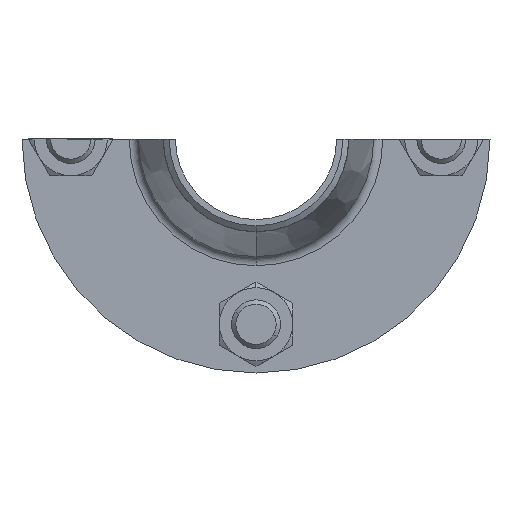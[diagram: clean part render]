
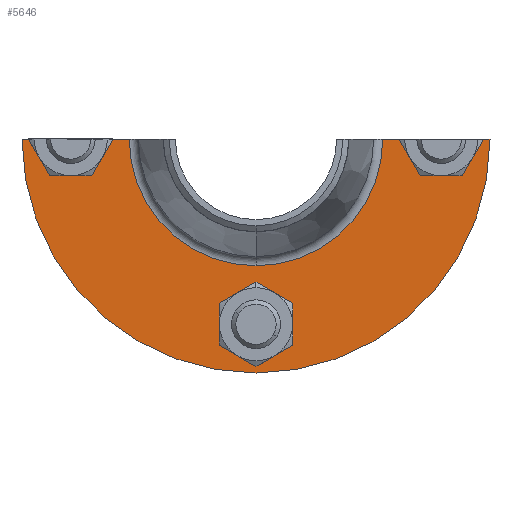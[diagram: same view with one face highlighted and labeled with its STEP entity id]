
A CAD part, front view. The second image highlights one B-rep face of the part: STEP entity #5646.
In plain terms, the highlighted face is planar.
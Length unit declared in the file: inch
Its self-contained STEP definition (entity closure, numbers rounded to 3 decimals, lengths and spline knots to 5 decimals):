
#181 = DIRECTION ( 'NONE',  ( 0., 1., 0. ) ) ;
#307 = CARTESIAN_POINT ( 'NONE',  ( 1.53, 0.69, 0. ) ) ;
#316 = EDGE_CURVE ( 'NONE', #1996, #729, #5257, .T. ) ;
#354 = DIRECTION ( 'NONE',  ( 0., -1., 0. ) ) ;
#461 = VERTEX_POINT ( 'NONE', #2886 ) ;
#466 = ORIENTED_EDGE ( 'NONE', *, *, #4151, .F. ) ;
#488 = CARTESIAN_POINT ( 'NONE',  ( -1.62484, 0.69, 0. ) ) ;
#503 = VERTEX_POINT ( 'NONE', #835 ) ;
#518 = EDGE_LOOP ( 'NONE', ( #1752, #466 ) ) ;
#532 = CARTESIAN_POINT ( 'NONE',  ( -2.75, 0.69, 0. ) ) ;
#578 = AXIS2_PLACEMENT_3D ( 'NONE', #4992, #6461, #2814 ) ;
#592 = AXIS2_PLACEMENT_3D ( 'NONE', #1783, #2440, #3424 ) ;
#729 = VERTEX_POINT ( 'NONE', #5378 ) ;
#783 = CIRCLE ( 'NONE', #4921, 0.375 ) ;
#835 = CARTESIAN_POINT ( 'NONE',  ( 0., 0.69, -1.62484 ) ) ;
#911 = CARTESIAN_POINT ( 'NONE',  ( 1.53, 0.69, 0. ) ) ;
#926 = VERTEX_POINT ( 'NONE', #1845 ) ;
#1004 = VERTEX_POINT ( 'NONE', #6621 ) ;
#1008 = DIRECTION ( 'NONE',  ( 0., -1., 0. ) ) ;
#1053 = LINE ( 'NONE', #1529, #4377 ) ;
#1060 = AXIS2_PLACEMENT_3D ( 'NONE', #3851, #1770, #3333 ) ;
#1219 = CIRCLE ( 'NONE', #2964, 0.375 ) ;
#1235 = VERTEX_POINT ( 'NONE', #2318 ) ;
#1243 = ORIENTED_EDGE ( 'NONE', *, *, #1257, .F. ) ;
#1257 = EDGE_CURVE ( 'NONE', #1235, #3729, #4212, .T. ) ;
#1485 = PLANE ( 'NONE',  #5239 ) ;
#1529 = CARTESIAN_POINT ( 'NONE',  ( 1.53, 0.69, 0. ) ) ;
#1620 = CARTESIAN_POINT ( 'NONE',  ( 1.62484, 0.69, 0. ) ) ;
#1645 = EDGE_CURVE ( 'NONE', #926, #1996, #1219, .T. ) ;
#1752 = ORIENTED_EDGE ( 'NONE', *, *, #3263, .F. ) ;
#1760 = EDGE_CURVE ( 'NONE', #461, #926, #4980, .T. ) ;
#1770 = DIRECTION ( 'NONE',  ( 0., 1., 0. ) ) ;
#1771 = CIRCLE ( 'NONE', #5491, 1.62484 ) ;
#1783 = CARTESIAN_POINT ( 'NONE',  ( 0., 0.69, 0. ) ) ;
#1810 = VECTOR ( 'NONE', #6551, 39.37008 ) ;
#1842 = ORIENTED_EDGE ( 'NONE', *, *, #6706, .F. ) ;
#1845 = CARTESIAN_POINT ( 'NONE',  ( 2.75, 0.69, 0. ) ) ;
#1996 = VERTEX_POINT ( 'NONE', #5840 ) ;
#2019 = DIRECTION ( 'NONE',  ( 0., 1., 0. ) ) ;
#2056 = EDGE_CURVE ( 'NONE', #3729, #1004, #3684, .T. ) ;
#2078 = AXIS2_PLACEMENT_3D ( 'NONE', #2107, #5215, #5762 ) ;
#2107 = CARTESIAN_POINT ( 'NONE',  ( 2.375, 0.69, 0. ) ) ;
#2214 = AXIS2_PLACEMENT_3D ( 'NONE', #6192, #3562, #2551 ) ;
#2318 = CARTESIAN_POINT ( 'NONE',  ( -2., 0.69, 0. ) ) ;
#2341 = DIRECTION ( 'NONE',  ( -1., 0., 0. ) ) ;
#2389 = CARTESIAN_POINT ( 'NONE',  ( -0.375, 0.69, -2.375 ) ) ;
#2440 = DIRECTION ( 'NONE',  ( 0., -1., 0. ) ) ;
#2541 = ORIENTED_EDGE ( 'NONE', *, *, #2056, .F. ) ;
#2551 = DIRECTION ( 'NONE',  ( 1., 0., 0. ) ) ;
#2668 = CARTESIAN_POINT ( 'NONE',  ( 0., 0.69, -2.375 ) ) ;
#2680 = VERTEX_POINT ( 'NONE', #488 ) ;
#2800 = DIRECTION ( 'NONE',  ( 0., 0., 1. ) ) ;
#2801 = ORIENTED_EDGE ( 'NONE', *, *, #4006, .T. ) ;
#2814 = DIRECTION ( 'NONE',  ( 0., 0., -1. ) ) ;
#2886 = CARTESIAN_POINT ( 'NONE',  ( 3., 0.69, 0. ) ) ;
#2964 = AXIS2_PLACEMENT_3D ( 'NONE', #4840, #181, #2800 ) ;
#2985 = ORIENTED_EDGE ( 'NONE', *, *, #316, .F. ) ;
#3049 = VERTEX_POINT ( 'NONE', #5432 ) ;
#3263 = EDGE_CURVE ( 'NONE', #4412, #4301, #783, .T. ) ;
#3266 = VECTOR ( 'NONE', #2341, 39.37008 ) ;
#3333 = DIRECTION ( 'NONE',  ( 0., 0., -1. ) ) ;
#3424 = DIRECTION ( 'NONE',  ( 0., 0., -1. ) ) ;
#3435 = EDGE_LOOP ( 'NONE', ( #4578, #1842, #5203, #2541, #1243, #4010, #4722, #2801, #4503, #2985, #5714 ) ) ;
#3562 = DIRECTION ( 'NONE',  ( 0., 1., 0. ) ) ;
#3683 = EDGE_CURVE ( 'NONE', #729, #4317, #1053, .T. ) ;
#3684 = LINE ( 'NONE', #3721, #3266 ) ;
#3721 = CARTESIAN_POINT ( 'NONE',  ( 1.53, 0.69, 0. ) ) ;
#3729 = VERTEX_POINT ( 'NONE', #532 ) ;
#3758 = DIRECTION ( 'NONE',  ( 1., 0., 0. ) ) ;
#3851 = CARTESIAN_POINT ( 'NONE',  ( -2.375, 0.69, 0. ) ) ;
#3893 = CARTESIAN_POINT ( 'NONE',  ( 0., 0.69, 0. ) ) ;
#3924 = EDGE_CURVE ( 'NONE', #1004, #3049, #5822, .T. ) ;
#4006 = EDGE_CURVE ( 'NONE', #503, #4317, #1771, .T. ) ;
#4010 = ORIENTED_EDGE ( 'NONE', *, *, #5308, .F. ) ;
#4063 = FACE_OUTER_BOUND ( 'NONE', #3435, .T. ) ;
#4094 = DIRECTION ( 'NONE',  ( 0., 0., 1. ) ) ;
#4151 = EDGE_CURVE ( 'NONE', #4301, #4412, #5168, .T. ) ;
#4212 = CIRCLE ( 'NONE', #1060, 0.375 ) ;
#4225 = DIRECTION ( 'NONE',  ( 0., 1., 0. ) ) ;
#4301 = VERTEX_POINT ( 'NONE', #6367 ) ;
#4317 = VERTEX_POINT ( 'NONE', #1620 ) ;
#4377 = VECTOR ( 'NONE', #5694, 39.37008 ) ;
#4412 = VERTEX_POINT ( 'NONE', #2389 ) ;
#4503 = ORIENTED_EDGE ( 'NONE', *, *, #3683, .F. ) ;
#4578 = ORIENTED_EDGE ( 'NONE', *, *, #1760, .F. ) ;
#4585 = LINE ( 'NONE', #911, #5232 ) ;
#4613 = CARTESIAN_POINT ( 'NONE',  ( 1.53, 0.69, 0. ) ) ;
#4722 = ORIENTED_EDGE ( 'NONE', *, *, #6734, .T. ) ;
#4840 = CARTESIAN_POINT ( 'NONE',  ( 2.375, 0.69, 0. ) ) ;
#4921 = AXIS2_PLACEMENT_3D ( 'NONE', #2668, #4225, #3758 ) ;
#4948 = CIRCLE ( 'NONE', #592, 1.62484 ) ;
#4980 = LINE ( 'NONE', #307, #1810 ) ;
#4992 = CARTESIAN_POINT ( 'NONE',  ( 0., 0.69, 0. ) ) ;
#5059 = CIRCLE ( 'NONE', #5175, 3. ) ;
#5101 = DIRECTION ( 'NONE',  ( 0., 0., -1. ) ) ;
#5168 = CIRCLE ( 'NONE', #2214, 0.375 ) ;
#5175 = AXIS2_PLACEMENT_3D ( 'NONE', #3893, #354, #5512 ) ;
#5203 = ORIENTED_EDGE ( 'NONE', *, *, #3924, .F. ) ;
#5215 = DIRECTION ( 'NONE',  ( 0., 1., 0. ) ) ;
#5232 = VECTOR ( 'NONE', #5687, 39.37008 ) ;
#5239 = AXIS2_PLACEMENT_3D ( 'NONE', #4613, #2019, #4094 ) ;
#5257 = CIRCLE ( 'NONE', #2078, 0.375 ) ;
#5308 = EDGE_CURVE ( 'NONE', #2680, #1235, #4585, .T. ) ;
#5378 = CARTESIAN_POINT ( 'NONE',  ( 2., 0.69, 0. ) ) ;
#5432 = CARTESIAN_POINT ( 'NONE',  ( 0., 0.69, -3. ) ) ;
#5491 = AXIS2_PLACEMENT_3D ( 'NONE', #5589, #1008, #5101 ) ;
#5512 = DIRECTION ( 'NONE',  ( 0., 0., -1. ) ) ;
#5589 = CARTESIAN_POINT ( 'NONE',  ( 0., 0.69, 0. ) ) ;
#5646 = ADVANCED_FACE ( 'NONE', ( #4063, #6159 ), #1485, .T. ) ;
#5687 = DIRECTION ( 'NONE',  ( -1., 0., 0. ) ) ;
#5694 = DIRECTION ( 'NONE',  ( -1., 0., 0. ) ) ;
#5714 = ORIENTED_EDGE ( 'NONE', *, *, #1645, .F. ) ;
#5762 = DIRECTION ( 'NONE',  ( 0., 0., 1. ) ) ;
#5822 = CIRCLE ( 'NONE', #578, 3. ) ;
#5840 = CARTESIAN_POINT ( 'NONE',  ( 2.375, 0.69, -0.375 ) ) ;
#6159 = FACE_BOUND ( 'NONE', #518, .T. ) ;
#6192 = CARTESIAN_POINT ( 'NONE',  ( 0., 0.69, -2.375 ) ) ;
#6367 = CARTESIAN_POINT ( 'NONE',  ( 0.375, 0.69, -2.375 ) ) ;
#6461 = DIRECTION ( 'NONE',  ( 0., -1., 0. ) ) ;
#6551 = DIRECTION ( 'NONE',  ( -1., 0., 0. ) ) ;
#6621 = CARTESIAN_POINT ( 'NONE',  ( -3., 0.69, 0. ) ) ;
#6706 = EDGE_CURVE ( 'NONE', #3049, #461, #5059, .T. ) ;
#6734 = EDGE_CURVE ( 'NONE', #2680, #503, #4948, .T. ) ;
